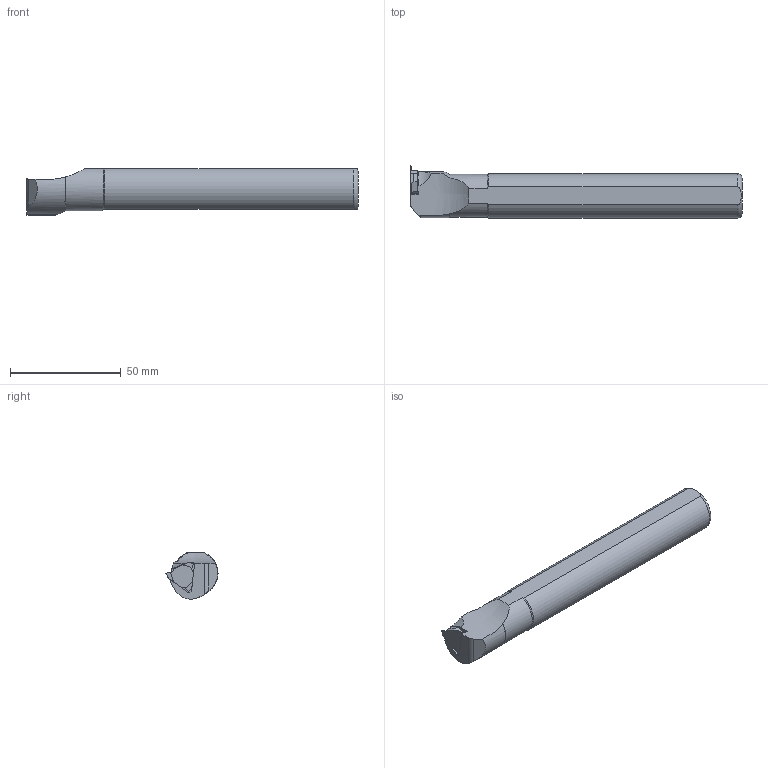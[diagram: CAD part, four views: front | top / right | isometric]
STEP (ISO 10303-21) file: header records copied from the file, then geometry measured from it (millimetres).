
FILE_DESCRIPTION(/* description */ (''),/* implementation_level */ '2;1');
FILE_NAME(/* name */ 'AIKT-QC16-L-20-_0.5-1.stp',/* time_stamp */ '2023-10-13T16:07:53+03:00',/* author */ (''),/* organization */ (''),/* preprocessor_version */ 'ST-DEVELOPER v19.4',/* originating_system */ 'SIEMENS PLM Software NX2306.3001',/* authorisation */ '');
FILE_SCHEMA (('AUTOMOTIVE_DESIGN { 1 0 10303 214 3 1 1 1 }'));
Length unit declared in the file: millimetre
Products named in the file (1): AIKT-QC16-R-20-_0.5-1_x_t_objects
Bounding box: 150 x 23.5 x 20.88 mm (x, y, z)
Volume: 44386.7 mm3; surface area: 10149.8 mm2
Topology: 2 solids, 2 shells, 59 faces, 163 edges, 108 vertices
Faces by surface type: plane 35, cylinder 16, cone 6, bspline 1, torus 1
Entity records: 2195 total; most frequent: CARTESIAN_POINT 666, ORIENTED_EDGE 322, DIRECTION 300, EDGE_CURVE 161, VERTEX_POINT 107, AXIS2_PLACEMENT_3D 105, LINE 90, VECTOR 90
